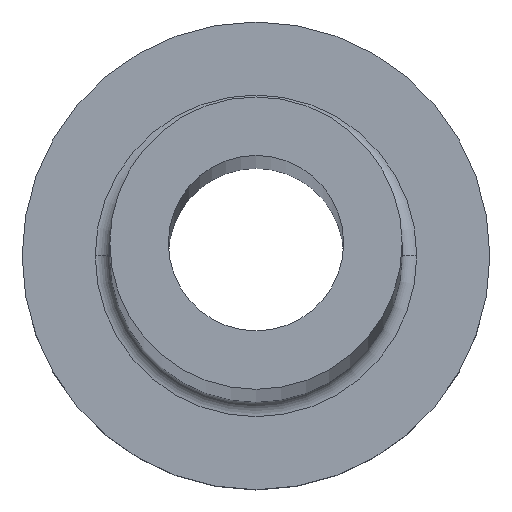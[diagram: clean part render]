
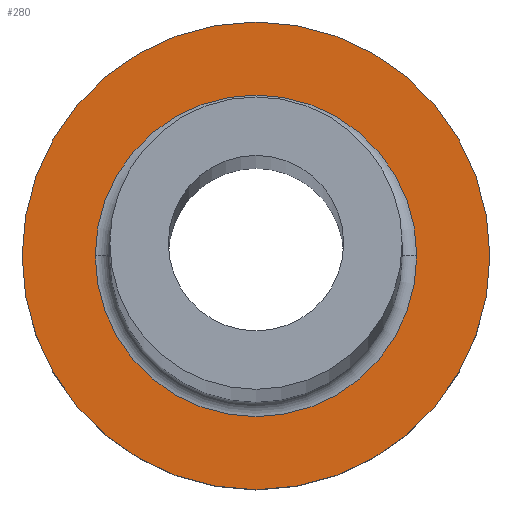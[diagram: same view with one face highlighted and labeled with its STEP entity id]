
A CAD part, top view. The second image highlights one B-rep face of the part: STEP entity #280.
In plain terms, the highlighted planar face has unit normal (0, 0, 1).
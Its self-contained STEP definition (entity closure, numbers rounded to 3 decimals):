
#5 = DIRECTION ( 'NONE',  ( 0., 0., -1. ) ) ;
#13 = ORIENTED_EDGE ( 'NONE', *, *, #244, .T. ) ;
#19 = VERTEX_POINT ( 'NONE', #324 ) ;
#29 = CIRCLE ( 'NONE', #95, 5.5 ) ;
#31 = CARTESIAN_POINT ( 'NONE',  ( 5.5, 0., 5. ) ) ;
#35 = CARTESIAN_POINT ( 'NONE',  ( 0., 0., 5. ) ) ;
#48 = CARTESIAN_POINT ( 'NONE',  ( -5.5, 0., 5. ) ) ;
#51 = AXIS2_PLACEMENT_3D ( 'NONE', #35, #5, #253 ) ;
#58 = VERTEX_POINT ( 'NONE', #241 ) ;
#65 = AXIS2_PLACEMENT_3D ( 'NONE', #79, #137, #102 ) ;
#79 = CARTESIAN_POINT ( 'NONE',  ( 0., 0., 5. ) ) ;
#82 = VERTEX_POINT ( 'NONE', #31 ) ;
#90 = ORIENTED_EDGE ( 'NONE', *, *, #98, .T. ) ;
#91 = AXIS2_PLACEMENT_3D ( 'NONE', #230, #285, #311 ) ;
#95 = AXIS2_PLACEMENT_3D ( 'NONE', #302, #113, #205 ) ;
#98 = EDGE_CURVE ( 'NONE', #82, #235, #123, .T. ) ;
#102 = DIRECTION ( 'NONE',  ( 1., 0., 0. ) ) ;
#113 = DIRECTION ( 'NONE',  ( 0., 0., -1. ) ) ;
#120 = ORIENTED_EDGE ( 'NONE', *, *, #206, .T. ) ;
#123 = CIRCLE ( 'NONE', #51, 5.5 ) ;
#132 = EDGE_LOOP ( 'NONE', ( #90, #318 ) ) ;
#137 = DIRECTION ( 'NONE',  ( 0., 0., 1. ) ) ;
#162 = AXIS2_PLACEMENT_3D ( 'NONE', #163, #165, #265 ) ;
#163 = CARTESIAN_POINT ( 'NONE',  ( 0., 0., 5. ) ) ;
#165 = DIRECTION ( 'NONE',  ( 0., 0., 1. ) ) ;
#188 = FACE_OUTER_BOUND ( 'NONE', #243, .T. ) ;
#196 = PLANE ( 'NONE',  #91 ) ;
#205 = DIRECTION ( 'NONE',  ( 1., 0., 0. ) ) ;
#206 = EDGE_CURVE ( 'NONE', #19, #58, #239, .T. ) ;
#230 = CARTESIAN_POINT ( 'NONE',  ( 0., 0., 5. ) ) ;
#235 = VERTEX_POINT ( 'NONE', #48 ) ;
#239 = CIRCLE ( 'NONE', #162, 8. ) ;
#241 = CARTESIAN_POINT ( 'NONE',  ( -8., 0., 5. ) ) ;
#243 = EDGE_LOOP ( 'NONE', ( #13, #120 ) ) ;
#244 = EDGE_CURVE ( 'NONE', #58, #19, #307, .T. ) ;
#253 = DIRECTION ( 'NONE',  ( 1., 0., 0. ) ) ;
#265 = DIRECTION ( 'NONE',  ( 1., 0., 0. ) ) ;
#280 = ADVANCED_FACE ( 'NONE', ( #375, #188 ), #196, .T. ) ;
#285 = DIRECTION ( 'NONE',  ( 0., 0., 1. ) ) ;
#302 = CARTESIAN_POINT ( 'NONE',  ( 0., 0., 5. ) ) ;
#307 = CIRCLE ( 'NONE', #65, 8. ) ;
#311 = DIRECTION ( 'NONE',  ( 1., 0., 0. ) ) ;
#315 = EDGE_CURVE ( 'NONE', #235, #82, #29, .T. ) ;
#318 = ORIENTED_EDGE ( 'NONE', *, *, #315, .T. ) ;
#324 = CARTESIAN_POINT ( 'NONE',  ( 8., 0., 5. ) ) ;
#375 = FACE_BOUND ( 'NONE', #132, .T. ) ;
